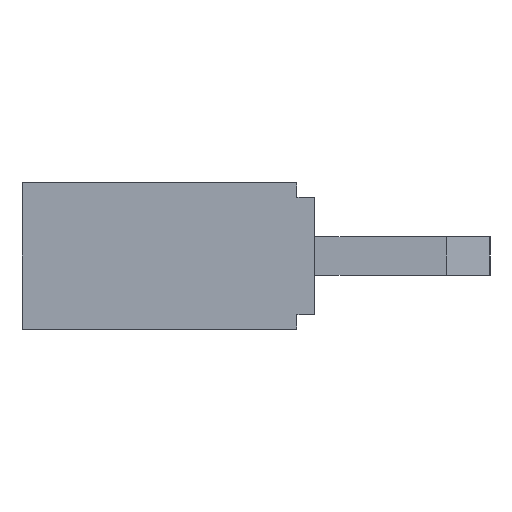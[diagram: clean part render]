
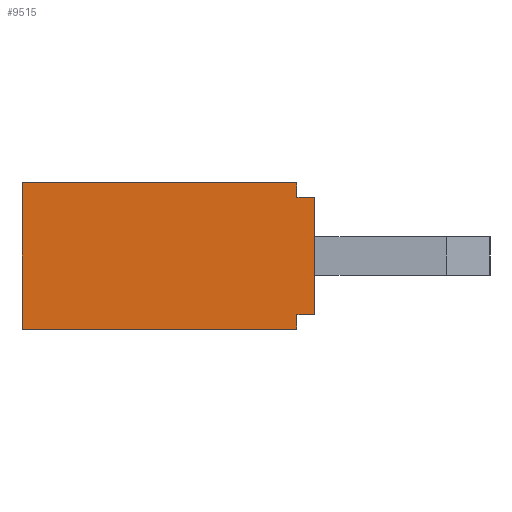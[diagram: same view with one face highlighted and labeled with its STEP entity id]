
A CAD part, left-side view. The second image highlights one B-rep face of the part: STEP entity #9515.
In plain terms, the highlighted planar face has unit normal (-1, 0, 0).
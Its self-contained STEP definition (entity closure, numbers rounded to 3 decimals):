
#353=FACE_OUTER_BOUND('',#931,.T.);
#931=EDGE_LOOP('',(#6631,#6632,#6633,#6634,#6635,#6636,#6637,#6638));
#1523=LINE('',#13054,#2837);
#1527=LINE('',#13059,#2841);
#1824=LINE('',#13684,#3138);
#1825=LINE('',#13686,#3139);
#1826=LINE('',#13687,#3140);
#1827=LINE('',#13689,#3141);
#1828=LINE('',#13691,#3142);
#1829=LINE('',#13692,#3143);
#2837=VECTOR('',#10626,2.5);
#2841=VECTOR('',#10630,2.5);
#3138=VECTOR('',#10989,0.3);
#3139=VECTOR('',#10990,2.);
#3140=VECTOR('',#10991,0.3);
#3141=VECTOR('',#10992,4.7);
#3142=VECTOR('',#10993,2.5);
#3143=VECTOR('',#10994,4.7);
#4145=VERTEX_POINT('',#13046);
#4148=VERTEX_POINT('',#13051);
#4149=VERTEX_POINT('',#13053);
#4150=VERTEX_POINT('',#13057);
#4447=VERTEX_POINT('',#13683);
#4448=VERTEX_POINT('',#13685);
#4449=VERTEX_POINT('',#13688);
#4450=VERTEX_POINT('',#13690);
#5007=EDGE_CURVE('',#4149,#4148,#1523,.T.);
#5011=EDGE_CURVE('',#4145,#4150,#1527,.T.);
#5308=EDGE_CURVE('',#4148,#4447,#1824,.T.);
#5309=EDGE_CURVE('',#4447,#4448,#1825,.T.);
#5310=EDGE_CURVE('',#4448,#4145,#1826,.T.);
#5311=EDGE_CURVE('',#4449,#4150,#1827,.T.);
#5312=EDGE_CURVE('',#4450,#4449,#1828,.T.);
#5313=EDGE_CURVE('',#4149,#4450,#1829,.T.);
#6631=ORIENTED_EDGE('',*,*,#5007,.T.);
#6632=ORIENTED_EDGE('',*,*,#5308,.T.);
#6633=ORIENTED_EDGE('',*,*,#5309,.T.);
#6634=ORIENTED_EDGE('',*,*,#5310,.T.);
#6635=ORIENTED_EDGE('',*,*,#5011,.T.);
#6636=ORIENTED_EDGE('',*,*,#5311,.F.);
#6637=ORIENTED_EDGE('',*,*,#5312,.F.);
#6638=ORIENTED_EDGE('',*,*,#5313,.F.);
#8966=PLANE('',#10079);
#9515=ADVANCED_FACE('',(#353),#8966,.F.);
#10079=AXIS2_PLACEMENT_3D('',#13682,#10987,#10988);
#10626=DIRECTION('',(0.,0.,1.));
#10630=DIRECTION('',(0.,0.,1.));
#10987=DIRECTION('center_axis',(1.,0.,0.));
#10988=DIRECTION('ref_axis',(0.,0.,-1.));
#10989=DIRECTION('',(0.,-1.,0.));
#10990=DIRECTION('',(0.,0.,1.));
#10991=DIRECTION('',(0.,1.,0.));
#10992=DIRECTION('',(0.,-1.,0.));
#10993=DIRECTION('',(0.,0.,1.));
#10994=DIRECTION('',(0.,1.,0.));
#13046=CARTESIAN_POINT('',(-25.65,0.3,1.));
#13051=CARTESIAN_POINT('',(-25.65,0.3,-1.));
#13053=CARTESIAN_POINT('',(-25.65,0.3,-1.25));
#13054=CARTESIAN_POINT('',(-25.65,0.3,-1.25));
#13057=CARTESIAN_POINT('',(-25.65,0.3,1.25));
#13059=CARTESIAN_POINT('',(-25.65,0.3,-1.25));
#13682=CARTESIAN_POINT('Origin',(-25.65,0.,0.));
#13683=CARTESIAN_POINT('',(-25.65,0.,-1.));
#13684=CARTESIAN_POINT('',(-25.65,0.,-1.));
#13685=CARTESIAN_POINT('',(-25.65,0.,1.));
#13686=CARTESIAN_POINT('',(-25.65,0.,1.));
#13687=CARTESIAN_POINT('',(-25.65,0.3,1.));
#13688=CARTESIAN_POINT('',(-25.65,5.,1.25));
#13689=CARTESIAN_POINT('',(-25.65,5.,1.25));
#13690=CARTESIAN_POINT('',(-25.65,5.,-1.25));
#13691=CARTESIAN_POINT('',(-25.65,5.,-1.25));
#13692=CARTESIAN_POINT('',(-25.65,0.3,-1.25));
